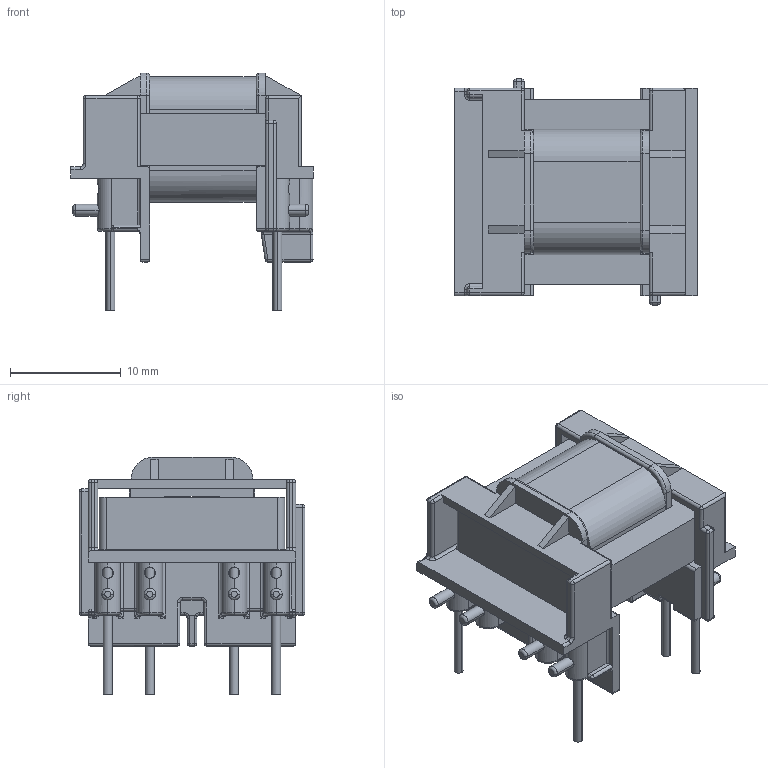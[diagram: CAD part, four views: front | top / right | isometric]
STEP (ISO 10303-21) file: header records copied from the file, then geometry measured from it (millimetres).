
FILE_DESCRIPTION(/* description */ ('Unknown'),/* implementation_level */ '2;1');
FILE_NAME(/* name */ 'T_Wurth_WE-OLSTM-EE16_8_5_750310660',/* time_stamp */ '2025-10-20T15:36:01+08:00',/* author */ ('Unknown'),/* organization */ ('Unknown'),/* preprocessor_version */ 'ST-DEVELOPER v19.4',/* originating_system */ 'Solid Edge',/* authorisation */ 'Unknown');
FILE_SCHEMA (('AUTOMOTIVE_DESIGN {1 0 10303 214 3 1 1}'));
Length unit declared in the file: millimetre
Products named in the file (2): T_Wurth_WE-OLSTM-EE16_8_5_750310660
Assembly tree (1 placements, depth 2):
  T_Wurth_WE-OLSTM-EE16_8_5_750310660
    T_Wurth_WE-OLSTM-EE16_8_5_750310660
Bounding box: 21.85 x 20.36 x 21.44 mm (x, y, z)
Volume: 2895.8 mm3; surface area: 3812.6 mm2
Topology: 1 solids, 1 shells, 605 faces, 1564 edges, 917 vertices
Faces by surface type: cylinder 287, plane 204, torus 62, sphere 38, bspline 14
Entity records: 22940 total; most frequent: CARTESIAN_POINT 4333, ORIENTED_EDGE 3040, DIRECTION 2993, EDGE_CURVE 1520, AXIS2_PLACEMENT_3D 1098, VERTEX_POINT 917, LINE 797, VECTOR 797
